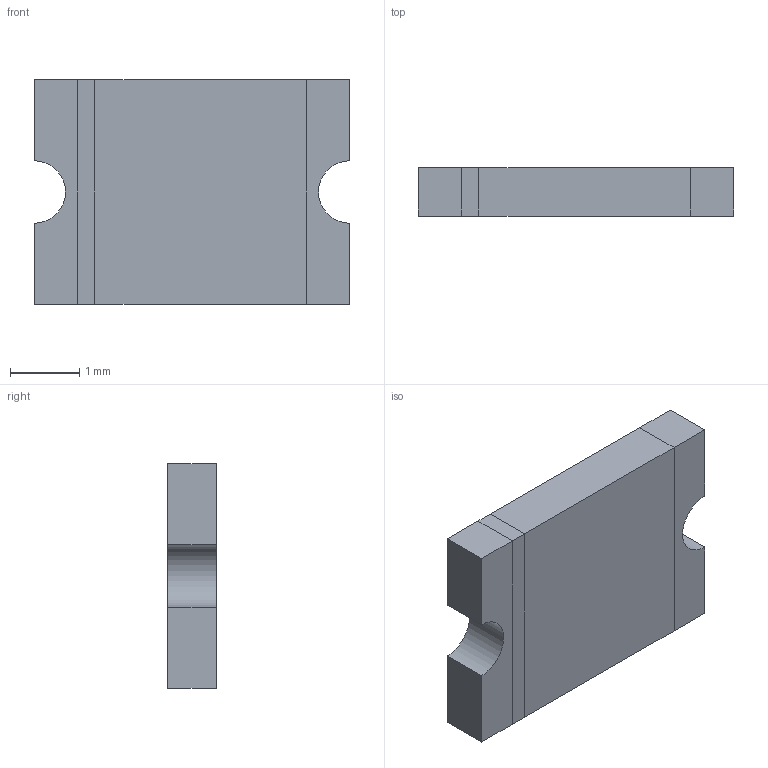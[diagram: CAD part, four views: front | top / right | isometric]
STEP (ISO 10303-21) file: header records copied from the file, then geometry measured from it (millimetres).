
FILE_DESCRIPTION (( 'STEP AP214' ), '1' );
FILE_NAME ('0ZCG0035AF2C.STEP', '2023-05-15T05:53:36', ( '' ), ( '' ), 'SwSTEP 2.0', 'SolidWorks 2017', '' );
FILE_SCHEMA (( 'AUTOMOTIVE_DESIGN' ));
Length unit declared in the file: millimetre
Products named in the file (1): 0ZCG0035AF2C
Bounding box: 4.55 x 0.7 x 3.24 mm (x, y, z)
Volume: 9.9 mm3; surface area: 53.4 mm2
Topology: 4 solids, 4 shells, 28 faces, 60 edges, 40 vertices
Faces by surface type: plane 26, cylinder 2
Entity records: 809 total; most frequent: CARTESIAN_POINT 129, DIRECTION 122, ORIENTED_EDGE 120, EDGE_CURVE 60, VECTOR 56, LINE 56, VERTEX_POINT 40, AXIS2_PLACEMENT_3D 33
